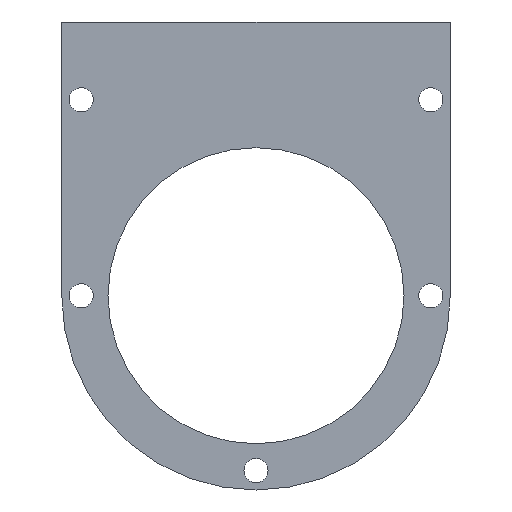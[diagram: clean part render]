
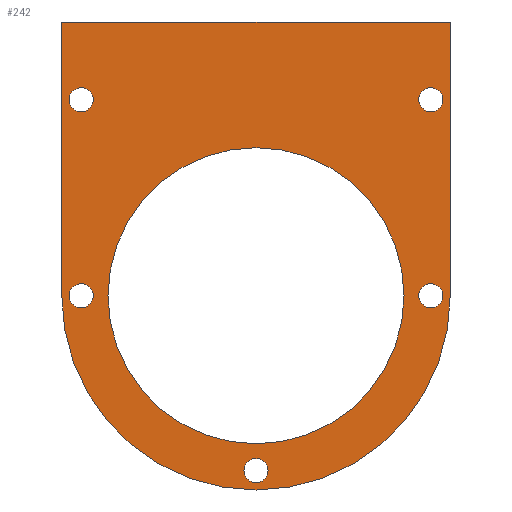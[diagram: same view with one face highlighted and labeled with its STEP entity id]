
A CAD part, front view. The second image highlights one B-rep face of the part: STEP entity #242.
In plain terms, the highlighted planar face has unit normal (0, -1, 0).
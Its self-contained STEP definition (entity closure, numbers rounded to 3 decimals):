
#21=FACE_BOUND('',#62,.T.);
#22=FACE_BOUND('',#63,.T.);
#23=FACE_BOUND('',#64,.T.);
#24=FACE_BOUND('',#65,.T.);
#25=FACE_BOUND('',#66,.T.);
#26=FACE_BOUND('',#67,.T.);
#31=PLANE('',#291);
#43=FACE_OUTER_BOUND('',#61,.T.);
#61=EDGE_LOOP('',(#214,#215,#216,#217));
#62=EDGE_LOOP('',(#218));
#63=EDGE_LOOP('',(#219));
#64=EDGE_LOOP('',(#220));
#65=EDGE_LOOP('',(#221));
#66=EDGE_LOOP('',(#222));
#67=EDGE_LOOP('',(#223));
#74=LINE('',#402,#90);
#78=LINE('',#410,#94);
#81=LINE('',#416,#97);
#90=VECTOR('',#338,10.);
#94=VECTOR('',#344,10.);
#97=VECTOR('',#349,10.);
#101=CIRCLE('',#268,1.55);
#103=CIRCLE('',#271,1.55);
#105=CIRCLE('',#274,1.55);
#107=CIRCLE('',#277,1.55);
#109=CIRCLE('',#280,1.55);
#111=CIRCLE('',#283,19.05);
#112=CIRCLE('',#288,25.);
#115=VERTEX_POINT('',#366);
#117=VERTEX_POINT('',#372);
#119=VERTEX_POINT('',#378);
#121=VERTEX_POINT('',#384);
#123=VERTEX_POINT('',#390);
#125=VERTEX_POINT('',#396);
#126=VERTEX_POINT('',#400);
#127=VERTEX_POINT('',#401);
#130=VERTEX_POINT('',#409);
#132=VERTEX_POINT('',#415);
#136=EDGE_CURVE('',#115,#115,#101,.T.);
#139=EDGE_CURVE('',#117,#117,#103,.T.);
#142=EDGE_CURVE('',#119,#119,#105,.T.);
#145=EDGE_CURVE('',#121,#121,#107,.T.);
#148=EDGE_CURVE('',#123,#123,#109,.T.);
#151=EDGE_CURVE('',#125,#125,#111,.T.);
#152=EDGE_CURVE('',#126,#127,#74,.T.);
#156=EDGE_CURVE('',#130,#126,#78,.T.);
#159=EDGE_CURVE('',#132,#130,#81,.T.);
#162=EDGE_CURVE('',#127,#132,#112,.T.);
#214=ORIENTED_EDGE('',*,*,#162,.F.);
#215=ORIENTED_EDGE('',*,*,#152,.F.);
#216=ORIENTED_EDGE('',*,*,#156,.F.);
#217=ORIENTED_EDGE('',*,*,#159,.F.);
#218=ORIENTED_EDGE('',*,*,#136,.T.);
#219=ORIENTED_EDGE('',*,*,#139,.T.);
#220=ORIENTED_EDGE('',*,*,#142,.T.);
#221=ORIENTED_EDGE('',*,*,#145,.T.);
#222=ORIENTED_EDGE('',*,*,#148,.T.);
#223=ORIENTED_EDGE('',*,*,#151,.T.);
#242=ADVANCED_FACE('',(#43,#21,#22,#23,#24,#25,#26),#31,.F.);
#268=AXIS2_PLACEMENT_3D('',#368,#299,#300);
#271=AXIS2_PLACEMENT_3D('',#374,#306,#307);
#274=AXIS2_PLACEMENT_3D('',#380,#313,#314);
#277=AXIS2_PLACEMENT_3D('',#386,#320,#321);
#280=AXIS2_PLACEMENT_3D('',#392,#327,#328);
#283=AXIS2_PLACEMENT_3D('',#398,#334,#335);
#288=AXIS2_PLACEMENT_3D('',#421,#354,#355);
#291=AXIS2_PLACEMENT_3D('',#424,#360,#361);
#299=DIRECTION('center_axis',(0.,1.,0.));
#300=DIRECTION('ref_axis',(1.,0.,0.));
#306=DIRECTION('center_axis',(0.,1.,0.));
#307=DIRECTION('ref_axis',(1.,0.,0.));
#313=DIRECTION('center_axis',(0.,1.,0.));
#314=DIRECTION('ref_axis',(1.,0.,0.));
#320=DIRECTION('center_axis',(0.,1.,0.));
#321=DIRECTION('ref_axis',(1.,0.,0.));
#327=DIRECTION('center_axis',(0.,1.,0.));
#328=DIRECTION('ref_axis',(1.,0.,0.));
#334=DIRECTION('center_axis',(0.,1.,0.));
#335=DIRECTION('ref_axis',(1.,0.,0.));
#338=DIRECTION('',(0.,0.,-1.));
#344=DIRECTION('',(1.,0.,0.));
#349=DIRECTION('',(0.,0.,1.));
#354=DIRECTION('center_axis',(0.,1.,0.));
#355=DIRECTION('ref_axis',(-1.,0.,0.));
#360=DIRECTION('center_axis',(0.,1.,0.));
#361=DIRECTION('ref_axis',(0.,0.,1.));
#366=CARTESIAN_POINT('',(-24.05,0.,12.615));
#368=CARTESIAN_POINT('Origin',(-22.5,0.,12.615));
#372=CARTESIAN_POINT('',(20.95,0.,-12.615));
#374=CARTESIAN_POINT('Origin',(22.5,0.,-12.615));
#378=CARTESIAN_POINT('',(-1.55,0.,-35.115));
#380=CARTESIAN_POINT('Origin',(0.,0.,-35.115));
#384=CARTESIAN_POINT('',(-24.05,0.,-12.615));
#386=CARTESIAN_POINT('Origin',(-22.5,0.,-12.615));
#390=CARTESIAN_POINT('',(20.95,0.,12.615));
#392=CARTESIAN_POINT('Origin',(22.5,0.,12.615));
#396=CARTESIAN_POINT('',(-19.05,0.,-12.615));
#398=CARTESIAN_POINT('Origin',(0.,0.,-12.615));
#400=CARTESIAN_POINT('',(25.,0.,22.615));
#401=CARTESIAN_POINT('',(25.,0.,-12.615));
#402=CARTESIAN_POINT('',(25.,0.,22.615));
#409=CARTESIAN_POINT('',(-25.,0.,22.615));
#410=CARTESIAN_POINT('',(-25.,0.,22.615));
#415=CARTESIAN_POINT('',(-25.,0.,-12.615));
#416=CARTESIAN_POINT('',(-25.,0.,-12.615));
#421=CARTESIAN_POINT('Origin',(0.,0.,-12.615));
#424=CARTESIAN_POINT('Origin',(0.,0.,-7.5));
